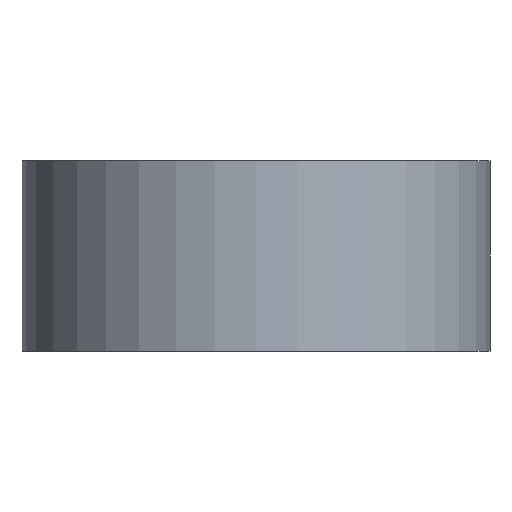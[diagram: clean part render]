
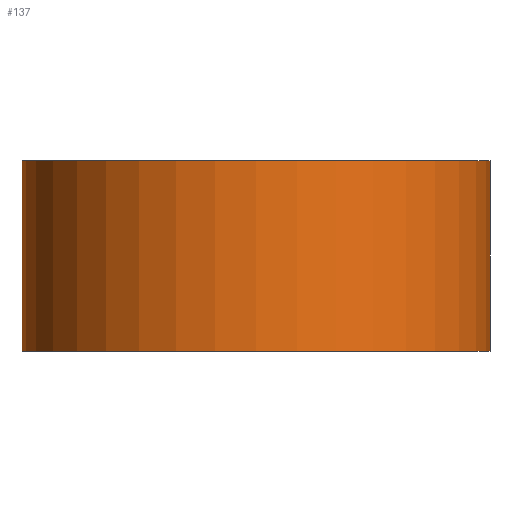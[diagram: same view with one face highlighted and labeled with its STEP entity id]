
A CAD part, front view. The second image highlights one B-rep face of the part: STEP entity #137.
In plain terms, the highlighted cylindrical face has radius 19.469 mm (diameter 38.938 mm), a partial arc.
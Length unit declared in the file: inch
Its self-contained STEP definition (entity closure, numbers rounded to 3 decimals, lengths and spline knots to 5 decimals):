
#8 = CARTESIAN_POINT ( 'NONE',  ( 0.7185, -1.1395, -0.3125 ) ) ;
#32 = CARTESIAN_POINT ( 'NONE',  ( 0.7185, -1.906, 0.3125 ) ) ;
#40 = DIRECTION ( 'NONE',  ( 0., 0., -1. ) ) ;
#84 = AXIS2_PLACEMENT_3D ( 'NONE', #495, #40, #364 ) ;
#97 = CIRCLE ( 'NONE', #260, 0.7665 ) ;
#115 = DIRECTION ( 'NONE',  ( 0., 0., -1. ) ) ;
#137 = ADVANCED_FACE ( 'NONE', ( #305 ), #358, .T. ) ;
#139 = CARTESIAN_POINT ( 'NONE',  ( 0.7185, -1.1395, 0.3125 ) ) ;
#144 = CARTESIAN_POINT ( 'NONE',  ( -0.048, -1.906, 0.3125 ) ) ;
#150 = DIRECTION ( 'NONE',  ( 1., 0., 0. ) ) ;
#162 = VERTEX_POINT ( 'NONE', #8 ) ;
#192 = AXIS2_PLACEMENT_3D ( 'NONE', #32, #115, #150 ) ;
#201 = CARTESIAN_POINT ( 'NONE',  ( 0.7185, -1.906, -0.3125 ) ) ;
#202 = ORIENTED_EDGE ( 'NONE', *, *, #476, .T. ) ;
#205 = VERTEX_POINT ( 'NONE', #533 ) ;
#246 = EDGE_LOOP ( 'NONE', ( #399, #473, #512, #202 ) ) ;
#251 = DIRECTION ( 'NONE',  ( 0., 0., -1. ) ) ;
#255 = DIRECTION ( 'NONE',  ( 1., 0., 0. ) ) ;
#260 = AXIS2_PLACEMENT_3D ( 'NONE', #201, #251, #255 ) ;
#268 = DIRECTION ( 'NONE',  ( 0., 0., -1. ) ) ;
#294 = VECTOR ( 'NONE', #321, 39.37008 ) ;
#305 = FACE_OUTER_BOUND ( 'NONE', #246, .T. ) ;
#316 = LINE ( 'NONE', #371, #294 ) ;
#319 = LINE ( 'NONE', #139, #338 ) ;
#321 = DIRECTION ( 'NONE',  ( 0., 0., -1. ) ) ;
#338 = VECTOR ( 'NONE', #268, 39.37008 ) ;
#347 = EDGE_CURVE ( 'NONE', #431, #162, #319, .T. ) ;
#358 = CYLINDRICAL_SURFACE ( 'NONE', #84, 0.7665 ) ;
#364 = DIRECTION ( 'NONE',  ( -1., 0., 0. ) ) ;
#371 = CARTESIAN_POINT ( 'NONE',  ( -0.048, -1.906, 0.3125 ) ) ;
#376 = CIRCLE ( 'NONE', #192, 0.7665 ) ;
#399 = ORIENTED_EDGE ( 'NONE', *, *, #414, .F. ) ;
#414 = EDGE_CURVE ( 'NONE', #162, #205, #97, .T. ) ;
#431 = VERTEX_POINT ( 'NONE', #489 ) ;
#435 = EDGE_CURVE ( 'NONE', #431, #546, #376, .T. ) ;
#473 = ORIENTED_EDGE ( 'NONE', *, *, #347, .F. ) ;
#476 = EDGE_CURVE ( 'NONE', #546, #205, #316, .T. ) ;
#489 = CARTESIAN_POINT ( 'NONE',  ( 0.7185, -1.1395, 0.3125 ) ) ;
#495 = CARTESIAN_POINT ( 'NONE',  ( 0.7185, -1.906, 0.3125 ) ) ;
#512 = ORIENTED_EDGE ( 'NONE', *, *, #435, .T. ) ;
#533 = CARTESIAN_POINT ( 'NONE',  ( -0.048, -1.906, -0.3125 ) ) ;
#546 = VERTEX_POINT ( 'NONE', #144 ) ;
